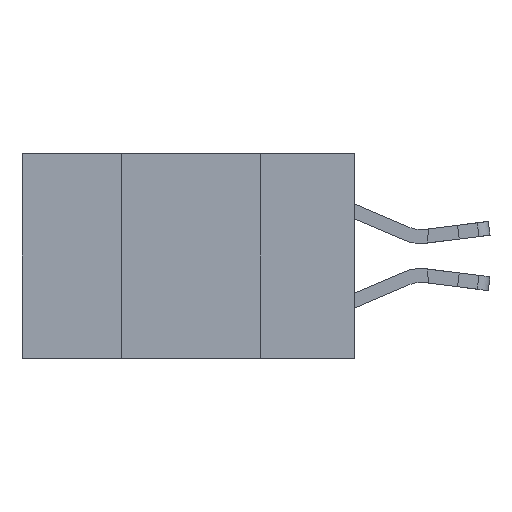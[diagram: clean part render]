
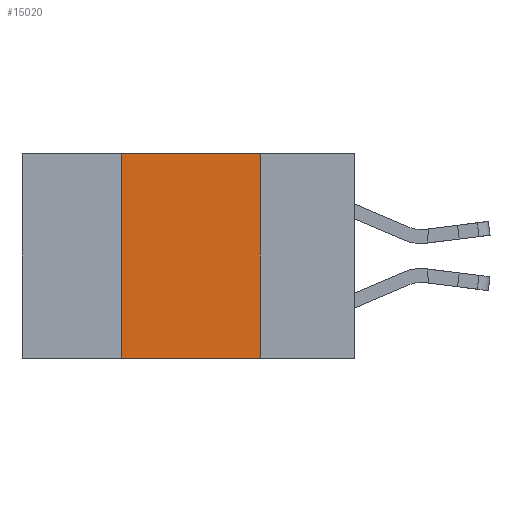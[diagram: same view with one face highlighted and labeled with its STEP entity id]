
A CAD part, left-side view. The second image highlights one B-rep face of the part: STEP entity #15020.
In plain terms, the highlighted planar face has unit normal (-1, 0, 0).
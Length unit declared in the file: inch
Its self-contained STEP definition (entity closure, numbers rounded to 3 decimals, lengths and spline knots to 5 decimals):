
#487 = VECTOR ( 'NONE', #15035, 39.37008 ) ;
#983 = ORIENTED_EDGE ( 'NONE', *, *, #7602, .F. ) ;
#1123 = DIRECTION ( 'NONE',  ( 0., -1., 0. ) ) ;
#1230 = DIRECTION ( 'NONE',  ( 0., 0., -1. ) ) ;
#1689 = ORIENTED_EDGE ( 'NONE', *, *, #6556, .F. ) ;
#2088 = ORIENTED_EDGE ( 'NONE', *, *, #11227, .F. ) ;
#2267 = LINE ( 'NONE', #4866, #12629 ) ;
#3062 = DIRECTION ( 'NONE',  ( 1., 0., 0. ) ) ;
#4367 = CARTESIAN_POINT ( 'NONE',  ( 0., 0.42, 0. ) ) ;
#4460 = CARTESIAN_POINT ( 'NONE',  ( 0., 0.17, 0. ) ) ;
#4866 = CARTESIAN_POINT ( 'NONE',  ( 0., 0.42, 0. ) ) ;
#5669 = AXIS2_PLACEMENT_3D ( 'NONE', #11160, #3062, #12512 ) ;
#6556 = EDGE_CURVE ( 'NONE', #8294, #9016, #15743, .T. ) ;
#6611 = FACE_OUTER_BOUND ( 'NONE', #9134, .T. ) ;
#6685 = CARTESIAN_POINT ( 'NONE',  ( 0., 0.17, 0. ) ) ;
#7602 = EDGE_CURVE ( 'NONE', #9016, #14443, #16557, .T. ) ;
#8159 = VECTOR ( 'NONE', #1123, 39.37008 ) ;
#8294 = VERTEX_POINT ( 'NONE', #4367 ) ;
#8724 = CARTESIAN_POINT ( 'NONE',  ( 0., 0.17, -0.37 ) ) ;
#9016 = VERTEX_POINT ( 'NONE', #4460 ) ;
#9104 = CARTESIAN_POINT ( 'NONE',  ( 0., 0.42, -0.37 ) ) ;
#9134 = EDGE_LOOP ( 'NONE', ( #983, #1689, #2088, #12084 ) ) ;
#9738 = CARTESIAN_POINT ( 'NONE',  ( 0., 0.6, -0.37 ) ) ;
#11160 = CARTESIAN_POINT ( 'NONE',  ( 0., 0.6, 0. ) ) ;
#11227 = EDGE_CURVE ( 'NONE', #11595, #8294, #2267, .T. ) ;
#11595 = VERTEX_POINT ( 'NONE', #9104 ) ;
#12084 = ORIENTED_EDGE ( 'NONE', *, *, #13915, .T. ) ;
#12512 = DIRECTION ( 'NONE',  ( 0., 0., -1. ) ) ;
#12629 = VECTOR ( 'NONE', #14302, 39.37008 ) ;
#13787 = PLANE ( 'NONE',  #5669 ) ;
#13915 = EDGE_CURVE ( 'NONE', #11595, #14443, #14841, .T. ) ;
#14302 = DIRECTION ( 'NONE',  ( 0., 0., 1. ) ) ;
#14443 = VERTEX_POINT ( 'NONE', #8724 ) ;
#14841 = LINE ( 'NONE', #9738, #487 ) ;
#15020 = ADVANCED_FACE ( 'NONE', ( #6611 ), #13787, .F. ) ;
#15035 = DIRECTION ( 'NONE',  ( 0., -1., 0. ) ) ;
#15743 = LINE ( 'NONE', #17262, #8159 ) ;
#16132 = VECTOR ( 'NONE', #1230, 39.37008 ) ;
#16557 = LINE ( 'NONE', #6685, #16132 ) ;
#17262 = CARTESIAN_POINT ( 'NONE',  ( 0., 0.6, 0. ) ) ;
